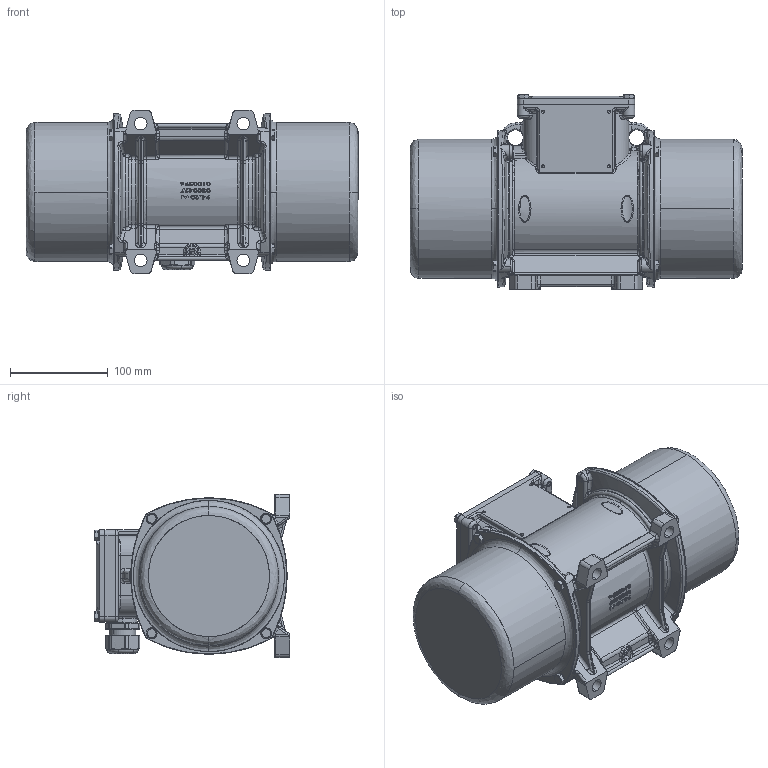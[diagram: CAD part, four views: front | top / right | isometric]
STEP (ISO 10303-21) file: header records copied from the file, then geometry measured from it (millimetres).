
FILE_DESCRIPTION (( 'STEP AP203' ), '1' );
FILE_NAME ('NES 16190 #03042000.STEP', '2019-01-17T07:30:53', ( '' ), ( '' ), 'SwSTEP 2.0', 'SolidWorks 2015', '' );
FILE_SCHEMA (( 'CONFIG_CONTROL_DESIGN' ));
Products named in the file (1): NES 16190 #03042000
Bounding box: 340 x 199.7 x 167 mm (x, y, z)
Surface area: 549728.2 mm2 (no closed solid volume)
Topology: 0 solids, 33 shells, 2972 faces, 7651 edges, 4729 vertices
Faces by surface type: bspline 1078, cylinder 900, plane 750, torus 172, sphere 50, cone 22
Entity records: 237980 total; most frequent: CARTESIAN_POINT 175888, ORIENTED_EDGE 15120, DIRECTION 9359, EDGE_CURVE 7564, VERTEX_POINT 4725, AXIS2_PLACEMENT_3D 3345, B_SPLINE_CURVE_WITH_KNOTS 3251, EDGE_LOOP 3144
